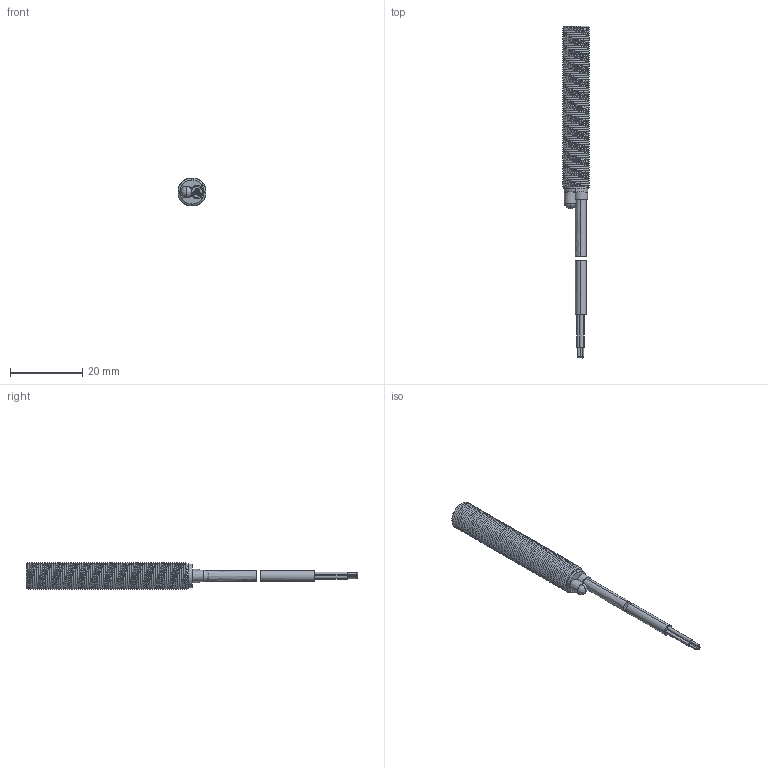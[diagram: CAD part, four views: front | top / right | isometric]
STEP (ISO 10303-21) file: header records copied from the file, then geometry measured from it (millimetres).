
FILE_DESCRIPTION(('FreeCAD Model'),'2;1');
FILE_NAME('FCU1-0801X-X3UX.stp','2021-12-07T13:47:59',( 'Author'),(''),'Open CASCADE STEP processor 7.3','FreeCAD','Unknown' );
FILE_SCHEMA(('AUTOMOTIVE_DESIGN { 1 0 10303 214 1 1 1 1 }'));
Length unit declared in the file: millimetre
Products named in the file (1): FCU1-0801X-X3UX
Bounding box: 7.73 x 92 x 7.73 mm (x, y, z)
Volume: 129.8 mm3; surface area: 2510.4 mm2
Topology: 1 solids, 2 shells, 117 faces, 815 edges, 2303 vertices
Faces by surface type: bspline 117
Entity records: 24149 total; most frequent: CARTESIAN_POINT 18443, GEOMETRIC_CURVE_SET 539, ORIENTED_EDGE 530, PCURVE 530, DEFINITIONAL_REPRESENTATION 530, TRIMMED_CURVE 530, B_SPLINE_CURVE_WITH_KNOTS 505, EDGE_CURVE 269
